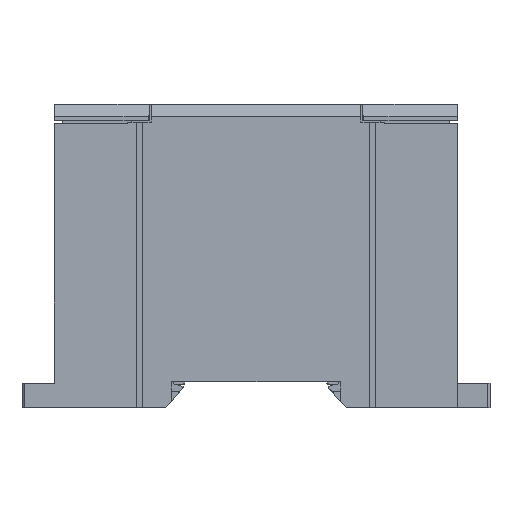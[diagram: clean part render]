
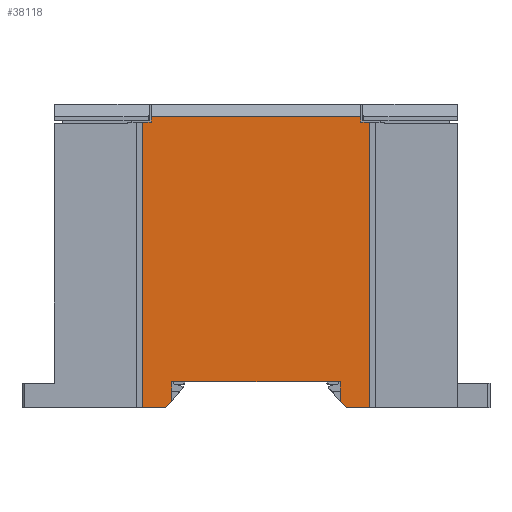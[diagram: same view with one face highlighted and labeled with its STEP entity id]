
A CAD part, left-side view. The second image highlights one B-rep face of the part: STEP entity #38118.
In plain terms, the highlighted planar face has unit normal (-1, 0, 0).
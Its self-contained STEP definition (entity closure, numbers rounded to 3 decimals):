
#223 = CARTESIAN_POINT ( 'NONE',  ( 0., 78.007, -79.633 ) ) ;
#417 = VECTOR ( 'NONE', #38634, 1000. ) ;
#654 = VERTEX_POINT ( 'NONE', #80424 ) ;
#974 = VECTOR ( 'NONE', #101490, 1000. ) ;
#2143 = VECTOR ( 'NONE', #60813, 1000. ) ;
#4168 = EDGE_CURVE ( 'NONE', #82162, #73560, #80649, .T. ) ;
#7626 = VECTOR ( 'NONE', #33578, 1000. ) ;
#9926 = CARTESIAN_POINT ( 'NONE',  ( 0., 21.8, -79.633 ) ) ;
#15114 = CARTESIAN_POINT ( 'NONE',  ( 0., 29., -78.133 ) ) ;
#15940 = VECTOR ( 'NONE', #78169, 1000. ) ;
#16332 = ORIENTED_EDGE ( 'NONE', *, *, #4168, .F. ) ;
#20043 = EDGE_CURVE ( 'NONE', #84721, #98725, #50072, .T. ) ;
#21341 = VERTEX_POINT ( 'NONE', #97193 ) ;
#21794 = LINE ( 'NONE', #100815, #974 ) ;
#23349 = LINE ( 'NONE', #50540, #15940 ) ;
#24638 = CARTESIAN_POINT ( 'NONE',  ( 0., 70.807, -73.263 ) ) ;
#24920 = CARTESIAN_POINT ( 'NONE',  ( 0., 78.007, -9.033 ) ) ;
#25479 = ORIENTED_EDGE ( 'NONE', *, *, #80501, .T. ) ;
#27618 = ORIENTED_EDGE ( 'NONE', *, *, #28688, .F. ) ;
#28167 = CARTESIAN_POINT ( 'NONE',  ( 0., 24., -9.033 ) ) ;
#28688 = EDGE_CURVE ( 'NONE', #36252, #67568, #68970, .T. ) ;
#29601 = DIRECTION ( 'NONE',  ( 0., 0.707, -0.707 ) ) ;
#32598 = VECTOR ( 'NONE', #83796, 1000. ) ;
#32688 = VECTOR ( 'NONE', #37786, 1000. ) ;
#32937 = CARTESIAN_POINT ( 'NONE',  ( 0., 21.8, -9.033 ) ) ;
#33138 = CARTESIAN_POINT ( 'NONE',  ( 0., 99.807, -79.633 ) ) ;
#33578 = DIRECTION ( 'NONE',  ( 0., 0., 1. ) ) ;
#34269 = EDGE_CURVE ( 'NONE', #41817, #82162, #38981, .T. ) ;
#36048 = CARTESIAN_POINT ( 'NONE',  ( 0., 24., -9.033 ) ) ;
#36252 = VERTEX_POINT ( 'NONE', #15114 ) ;
#36697 = VERTEX_POINT ( 'NONE', #53408 ) ;
#37146 = ORIENTED_EDGE ( 'NONE', *, *, #51936, .T. ) ;
#37786 = DIRECTION ( 'NONE',  ( 0., 0.707, 0.707 ) ) ;
#38118 = ADVANCED_FACE ( 'NONE', ( #59789 ), #63507, .T. ) ;
#38634 = DIRECTION ( 'NONE',  ( 0., 1., 0. ) ) ;
#38981 = LINE ( 'NONE', #51655, #74840 ) ;
#39140 = ORIENTED_EDGE ( 'NONE', *, *, #50703, .F. ) ;
#39171 = CARTESIAN_POINT ( 'NONE',  ( 0., 75.807, -7.633 ) ) ;
#41817 = VERTEX_POINT ( 'NONE', #24638 ) ;
#47546 = CARTESIAN_POINT ( 'NONE',  ( 0., 72.307, -79.633 ) ) ;
#47772 = EDGE_CURVE ( 'NONE', #67568, #41817, #76705, .T. ) ;
#50072 = LINE ( 'NONE', #39171, #92121 ) ;
#50525 = VECTOR ( 'NONE', #55107, 1000. ) ;
#50540 = CARTESIAN_POINT ( 'NONE',  ( 0., 75.807, -9.033 ) ) ;
#50703 = EDGE_CURVE ( 'NONE', #73560, #36697, #80032, .T. ) ;
#51655 = CARTESIAN_POINT ( 'NONE',  ( 0., 70.807, -78.133 ) ) ;
#51936 = EDGE_CURVE ( 'NONE', #69556, #94876, #76597, .T. ) ;
#53408 = CARTESIAN_POINT ( 'NONE',  ( 0., 78.007, -79.633 ) ) ;
#53607 = CARTESIAN_POINT ( 'NONE',  ( 0., 24., -7.633 ) ) ;
#54969 = EDGE_CURVE ( 'NONE', #36697, #55233, #86341, .T. ) ;
#55107 = DIRECTION ( 'NONE',  ( 0., 0., 1. ) ) ;
#55233 = VERTEX_POINT ( 'NONE', #24920 ) ;
#55335 = DIRECTION ( 'NONE',  ( 0., 1., 0. ) ) ;
#55822 = CARTESIAN_POINT ( 'NONE',  ( 0., 70.807, -73.263 ) ) ;
#55869 = CARTESIAN_POINT ( 'NONE',  ( 0., 0., 0. ) ) ;
#56240 = LINE ( 'NONE', #36048, #86010 ) ;
#57258 = EDGE_CURVE ( 'NONE', #69556, #654, #21794, .T. ) ;
#58323 = ORIENTED_EDGE ( 'NONE', *, *, #20043, .T. ) ;
#58672 = CARTESIAN_POINT ( 'NONE',  ( 0., 29., -73.263 ) ) ;
#59789 = FACE_OUTER_BOUND ( 'NONE', #88744, .T. ) ;
#59996 = CARTESIAN_POINT ( 'NONE',  ( 0., 75.807, -9.033 ) ) ;
#60813 = DIRECTION ( 'NONE',  ( 0., -1., 0. ) ) ;
#61929 = CARTESIAN_POINT ( 'NONE',  ( 0., 29., -78.133 ) ) ;
#62006 = AXIS2_PLACEMENT_3D ( 'NONE', #55869, #89021, #96573 ) ;
#62767 = DIRECTION ( 'NONE',  ( 0., 0., 1. ) ) ;
#63507 = PLANE ( 'NONE',  #62006 ) ;
#66059 = CARTESIAN_POINT ( 'NONE',  ( 0., 75.807, -7.633 ) ) ;
#66094 = CARTESIAN_POINT ( 'NONE',  ( 0., 21.8, -79.633 ) ) ;
#66811 = ORIENTED_EDGE ( 'NONE', *, *, #57258, .F. ) ;
#67568 = VERTEX_POINT ( 'NONE', #58672 ) ;
#67802 = VECTOR ( 'NONE', #62767, 1000. ) ;
#68970 = LINE ( 'NONE', #86602, #67802 ) ;
#69556 = VERTEX_POINT ( 'NONE', #66094 ) ;
#70119 = CARTESIAN_POINT ( 'NONE',  ( 0., 70.807, -78.133 ) ) ;
#70819 = EDGE_CURVE ( 'NONE', #21341, #94876, #100605, .T. ) ;
#72313 = ORIENTED_EDGE ( 'NONE', *, *, #70819, .F. ) ;
#73560 = VERTEX_POINT ( 'NONE', #47546 ) ;
#74413 = DIRECTION ( 'NONE',  ( 0., 0., 1. ) ) ;
#74840 = VECTOR ( 'NONE', #75864, 1000. ) ;
#75857 = CARTESIAN_POINT ( 'NONE',  ( 0., 72.307, -79.633 ) ) ;
#75864 = DIRECTION ( 'NONE',  ( 0., 0., -1. ) ) ;
#76597 = LINE ( 'NONE', #9926, #7626 ) ;
#76705 = LINE ( 'NONE', #55822, #417 ) ;
#77062 = LINE ( 'NONE', #59996, #32598 ) ;
#78169 = DIRECTION ( 'NONE',  ( 0., 0., 1. ) ) ;
#80032 = LINE ( 'NONE', #33138, #97341 ) ;
#80424 = CARTESIAN_POINT ( 'NONE',  ( 0., 27.5, -79.633 ) ) ;
#80449 = ORIENTED_EDGE ( 'NONE', *, *, #88552, .F. ) ;
#80501 = EDGE_CURVE ( 'NONE', #21341, #84721, #56240, .T. ) ;
#80649 = LINE ( 'NONE', #75857, #89286 ) ;
#80730 = DIRECTION ( 'NONE',  ( 0., 1., 0. ) ) ;
#82162 = VERTEX_POINT ( 'NONE', #70119 ) ;
#83796 = DIRECTION ( 'NONE',  ( 0., -1., 0. ) ) ;
#84304 = ORIENTED_EDGE ( 'NONE', *, *, #34269, .F. ) ;
#84366 = ORIENTED_EDGE ( 'NONE', *, *, #98395, .F. ) ;
#84721 = VERTEX_POINT ( 'NONE', #53607 ) ;
#86010 = VECTOR ( 'NONE', #74413, 1000. ) ;
#86341 = LINE ( 'NONE', #223, #50525 ) ;
#86602 = CARTESIAN_POINT ( 'NONE',  ( 0., 29., -73.263 ) ) ;
#87978 = ORIENTED_EDGE ( 'NONE', *, *, #47772, .F. ) ;
#88552 = EDGE_CURVE ( 'NONE', #654, #36252, #99257, .T. ) ;
#88744 = EDGE_LOOP ( 'NONE', ( #25479, #58323, #84366, #98210, #94146, #39140, #16332, #84304, #87978, #27618, #80449, #66811, #37146, #72313 ) ) ;
#89021 = DIRECTION ( 'NONE',  ( -1., 0., 0. ) ) ;
#89286 = VECTOR ( 'NONE', #29601, 1000. ) ;
#92121 = VECTOR ( 'NONE', #55335, 1000. ) ;
#92289 = CARTESIAN_POINT ( 'NONE',  ( 0., 75.807, -9.033 ) ) ;
#92460 = VERTEX_POINT ( 'NONE', #92289 ) ;
#94146 = ORIENTED_EDGE ( 'NONE', *, *, #54969, .F. ) ;
#94876 = VERTEX_POINT ( 'NONE', #32937 ) ;
#96573 = DIRECTION ( 'NONE',  ( 0., 0., 1. ) ) ;
#97193 = CARTESIAN_POINT ( 'NONE',  ( 0., 24., -9.033 ) ) ;
#97341 = VECTOR ( 'NONE', #80730, 1000. ) ;
#98210 = ORIENTED_EDGE ( 'NONE', *, *, #99817, .F. ) ;
#98395 = EDGE_CURVE ( 'NONE', #92460, #98725, #23349, .T. ) ;
#98725 = VERTEX_POINT ( 'NONE', #66059 ) ;
#99257 = LINE ( 'NONE', #61929, #32688 ) ;
#99817 = EDGE_CURVE ( 'NONE', #55233, #92460, #77062, .T. ) ;
#100605 = LINE ( 'NONE', #28167, #2143 ) ;
#100815 = CARTESIAN_POINT ( 'NONE',  ( 0., 27.5, -79.633 ) ) ;
#101490 = DIRECTION ( 'NONE',  ( 0., 1., 0. ) ) ;
